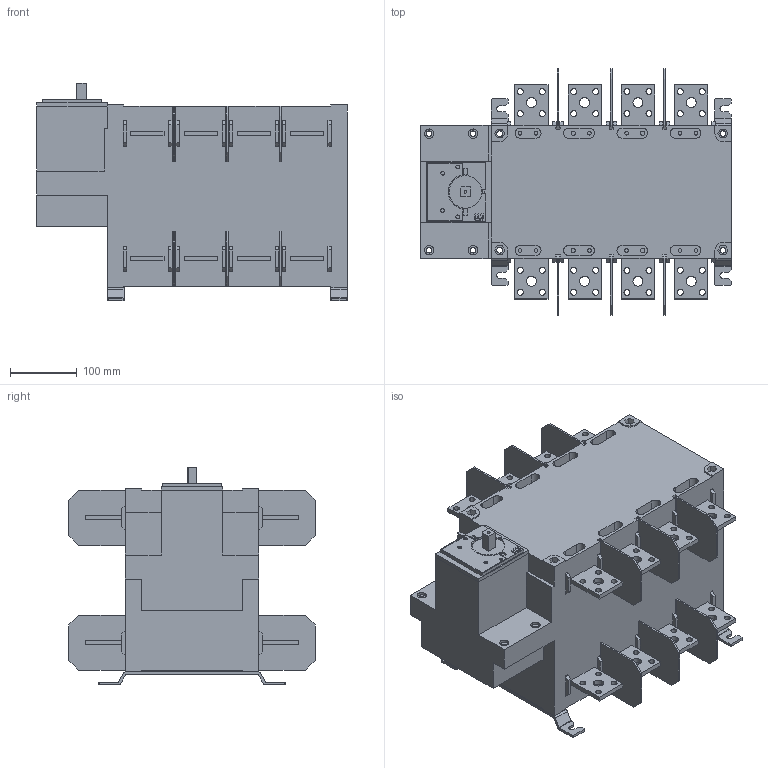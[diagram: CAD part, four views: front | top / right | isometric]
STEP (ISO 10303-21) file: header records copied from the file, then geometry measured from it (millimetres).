
FILE_DESCRIPTION((''),'2;1');
FILE_NAME('004661565_LBS_800_4P_CO_ASM','2022-01-14T07:49:22',('marketing.praksa'),('Audax d.o.o.'),'CREO PARAMETRIC BY PTC INC, 2021304','CREO PARAMETRIC BY PTC INC, 2021304','');
FILE_SCHEMA(('AP242_MANAGED_MODEL_BASED_3D_ENGINEERING_MIM_LF { 1 0 10303 442 1 1 4 }'));
Length unit declared in the file: millimetre
Products named in the file (25): X2_1; PRT9565_1; PRT9566_1_1; PRT9566_1_2; PRT9566_1_3; PRT9566_1_ASM; BARRIERX2_1_1; BARRIERX2_1_2; BARRIERX2_1_ASM; X3_1_1; X3_1_2; X3_1_3; X3_1_4; X3_1_5; X3_1_6; X3_1_ASM; LBS_800_3P_CO_1_2_1; LBS_800_3P_CO_1_5_1; ASM3953_ASM_1_ASM; ASFA_ASM; LBS_800_4P_CO_1; PRT9564_1_1_1; PRT9564_1_2_1; X4_ASM_1_ASM; 004661565_LBS_800_4P_CO_ASM
Assembly tree (27 placements, depth 5):
  004661565_LBS_800_4P_CO_ASM
    X2_1
    PRT9565_1
    PRT9566_1_ASM
      PRT9566_1_1
      PRT9566_1_2
      PRT9566_1_3
    ASFA_ASM  x2
      BARRIERX2_1_ASM
        BARRIERX2_1_1
        BARRIERX2_1_2
      ASM3953_ASM_1_ASM
        X3_1_ASM
          X3_1_1
          X3_1_2
          X3_1_3
          X3_1_4
          X3_1_5
          X3_1_6
        LBS_800_3P_CO_1_2_1
        LBS_800_3P_CO_1_5_1
    LBS_800_4P_CO_1
    X4_ASM_1_ASM
      PRT9564_1_1_1
      PRT9564_1_2_1
Bounding box: 466 x 370 x 327.04 mm (x, y, z)
Volume: 22118694.5 mm3; surface area: 1049140.2 mm2
Topology: 36 solids, 38 shells, 1622 faces, 4186 edges, 2753 vertices
Faces by surface type: plane 1177, cylinder 417, cone 24, torus 4
Entity records: 51105 total; most frequent: CARTESIAN_POINT 6933, DIRECTION 6710, ORIENTED_EDGE 6580, EDGE_CURVE 3290, VECTOR 2522, LINE 2522, VERTEX_POINT 2169, PRESENTATION_STYLE_ASSIGNMENT 2159
